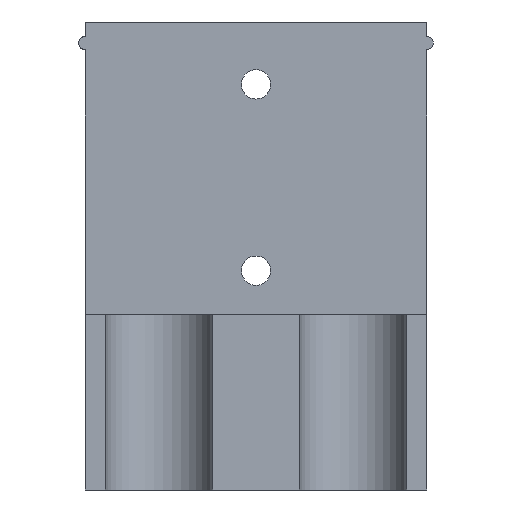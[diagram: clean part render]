
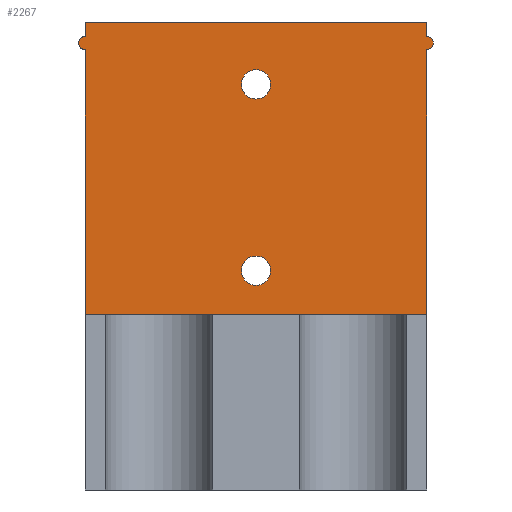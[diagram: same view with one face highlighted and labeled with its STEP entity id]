
A CAD part, front view. The second image highlights one B-rep face of the part: STEP entity #2267.
In plain terms, the highlighted planar face has unit normal (0, -1, 0).
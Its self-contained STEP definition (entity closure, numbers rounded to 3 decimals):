
#23=FACE_BOUND('',#394,.T.);
#24=FACE_BOUND('',#395,.T.);
#88=PLANE('',#2439);
#153=CIRCLE('',#2373,0.688);
#163=CIRCLE('',#2388,0.688);
#174=CIRCLE('',#2431,1.5);
#176=CIRCLE('',#2434,1.5);
#281=FACE_OUTER_BOUND('',#393,.T.);
#393=EDGE_LOOP('',(#2119,#2120,#2121,#2122,#2123,#2124,#2125,#2126));
#394=EDGE_LOOP('',(#2127));
#395=EDGE_LOOP('',(#2128));
#434=LINE('',#4811,#608);
#449=LINE('',#4846,#623);
#480=LINE('',#4911,#654);
#490=LINE('',#5232,#664);
#506=LINE('',#5756,#680);
#572=LINE('',#5921,#746);
#608=VECTOR('',#2590,27.145);
#623=VECTOR('',#2615,27.145);
#654=VECTOR('',#2678,35.);
#664=VECTOR('',#2706,1.479);
#680=VECTOR('',#2752,1.479);
#746=VECTOR('',#2918,35.);
#984=VERTEX_POINT('',#4808);
#985=VERTEX_POINT('',#4810);
#999=VERTEX_POINT('',#4843);
#1000=VERTEX_POINT('',#4845);
#1024=VERTEX_POINT('',#5224);
#1026=VERTEX_POINT('',#5230);
#1048=VERTEX_POINT('',#5751);
#1049=VERTEX_POINT('',#5755);
#1094=VERTEX_POINT('',#5903);
#1096=VERTEX_POINT('',#5908);
#1268=EDGE_CURVE('',#985,#984,#434,.T.);
#1286=EDGE_CURVE('',#999,#1000,#449,.T.);
#1319=EDGE_CURVE('',#984,#1000,#480,.T.);
#1331=EDGE_CURVE('',#1024,#999,#153,.T.);
#1334=EDGE_CURVE('',#1026,#1024,#490,.T.);
#1363=EDGE_CURVE('',#1048,#985,#163,.T.);
#1365=EDGE_CURVE('',#1049,#1048,#506,.T.);
#1437=EDGE_CURVE('',#1094,#1094,#174,.T.);
#1439=EDGE_CURVE('',#1096,#1096,#176,.T.);
#1446=EDGE_CURVE('',#1049,#1026,#572,.T.);
#2119=ORIENTED_EDGE('',*,*,#1319,.T.);
#2120=ORIENTED_EDGE('',*,*,#1286,.F.);
#2121=ORIENTED_EDGE('',*,*,#1331,.F.);
#2122=ORIENTED_EDGE('',*,*,#1334,.F.);
#2123=ORIENTED_EDGE('',*,*,#1446,.F.);
#2124=ORIENTED_EDGE('',*,*,#1365,.T.);
#2125=ORIENTED_EDGE('',*,*,#1363,.T.);
#2126=ORIENTED_EDGE('',*,*,#1268,.T.);
#2127=ORIENTED_EDGE('',*,*,#1437,.T.);
#2128=ORIENTED_EDGE('',*,*,#1439,.T.);
#2267=ADVANCED_FACE('',(#281,#23,#24),#88,.T.);
#2373=AXIS2_PLACEMENT_3D('',#5226,#2700,#2701);
#2388=AXIS2_PLACEMENT_3D('',#5752,#2747,#2748);
#2431=AXIS2_PLACEMENT_3D('',#5904,#2896,#2897);
#2434=AXIS2_PLACEMENT_3D('',#5909,#2902,#2903);
#2439=AXIS2_PLACEMENT_3D('',#5920,#2916,#2917);
#2590=DIRECTION('',(0.,0.,-1.));
#2615=DIRECTION('',(0.,0.,-1.));
#2678=DIRECTION('',(1.,0.,0.));
#2700=DIRECTION('center_axis',(0.,1.,0.));
#2701=DIRECTION('ref_axis',(0.,0.,1.));
#2706=DIRECTION('',(0.,0.,-1.));
#2747=DIRECTION('center_axis',(0.,-1.,0.));
#2748=DIRECTION('ref_axis',(0.,0.,1.));
#2752=DIRECTION('',(0.,0.,-1.));
#2896=DIRECTION('center_axis',(0.,1.,0.));
#2897=DIRECTION('ref_axis',(1.,0.,0.));
#2902=DIRECTION('center_axis',(0.,1.,0.));
#2903=DIRECTION('ref_axis',(1.,0.,0.));
#2916=DIRECTION('center_axis',(0.,-1.,0.));
#2917=DIRECTION('ref_axis',(0.,0.,-1.));
#2918=DIRECTION('',(1.,0.,0.));
#4808=CARTESIAN_POINT('',(77.023,-121.792,-30.));
#4810=CARTESIAN_POINT('',(77.023,-121.792,-2.855));
#4811=CARTESIAN_POINT('',(77.023,-121.792,-2.855));
#4843=CARTESIAN_POINT('',(112.023,-121.792,-2.855));
#4845=CARTESIAN_POINT('',(112.023,-121.792,-30.));
#4846=CARTESIAN_POINT('',(112.023,-121.792,-2.855));
#4911=CARTESIAN_POINT('',(77.023,-121.792,-30.));
#5224=CARTESIAN_POINT('',(112.023,-121.792,-1.479));
#5226=CARTESIAN_POINT('Origin',(112.023,-121.792,-2.167));
#5230=CARTESIAN_POINT('',(112.023,-121.792,0.));
#5232=CARTESIAN_POINT('',(112.023,-121.792,0.));
#5751=CARTESIAN_POINT('',(77.023,-121.792,-1.479));
#5752=CARTESIAN_POINT('Origin',(77.023,-121.792,-2.167));
#5755=CARTESIAN_POINT('',(77.023,-121.792,0.));
#5756=CARTESIAN_POINT('',(77.023,-121.792,0.));
#5903=CARTESIAN_POINT('',(93.023,-121.792,-25.5));
#5904=CARTESIAN_POINT('Origin',(94.523,-121.792,-25.5));
#5908=CARTESIAN_POINT('',(93.023,-121.792,-6.4));
#5909=CARTESIAN_POINT('Origin',(94.523,-121.792,-6.4));
#5920=CARTESIAN_POINT('Origin',(77.023,-121.792,0.));
#5921=CARTESIAN_POINT('',(77.023,-121.792,0.));
